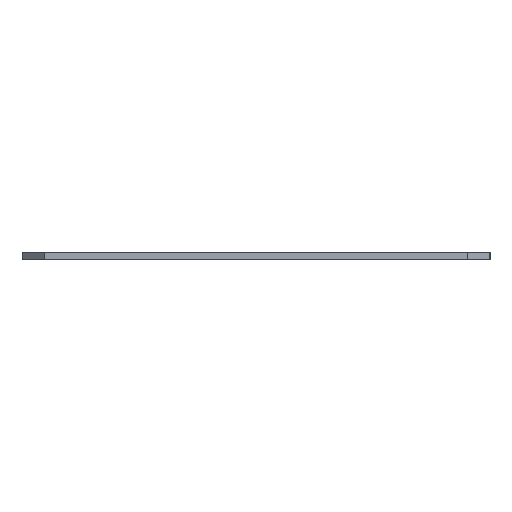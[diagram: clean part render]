
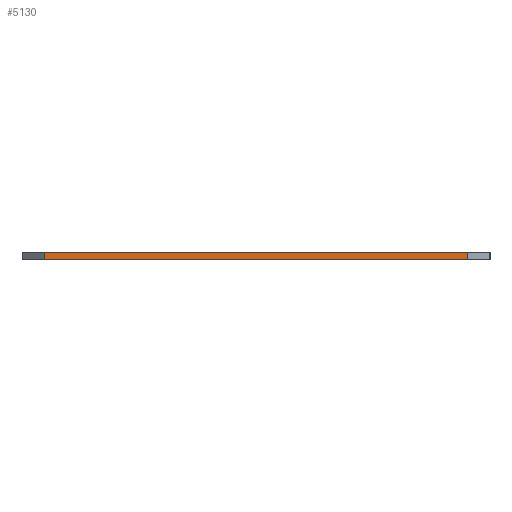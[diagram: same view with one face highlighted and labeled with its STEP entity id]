
A CAD part, left-side view. The second image highlights one B-rep face of the part: STEP entity #5130.
In plain terms, the highlighted planar face has unit normal (-1, 0, 0).
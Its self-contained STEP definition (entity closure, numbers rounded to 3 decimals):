
#66 = PLANE('',#67);
#67 = AXIS2_PLACEMENT_3D('',#68,#69,#70);
#68 = CARTESIAN_POINT('',(51.864,-77.014,69.931
    ));
#69 = DIRECTION('',(0.,0.,1.));
#70 = DIRECTION('',(1.,0.,0.));
#94 = PLANE('',#95);
#95 = AXIS2_PLACEMENT_3D('',#96,#97,#98);
#96 = CARTESIAN_POINT('',(51.864,-77.014,71.931
    ));
#97 = DIRECTION('',(0.,0.,1.));
#98 = DIRECTION('',(1.,0.,0.));
#113 = EDGE_CURVE('',#114,#116,#118,.T.);
#114 = VERTEX_POINT('',#115);
#115 = CARTESIAN_POINT('',(-129.386,-135.814,
    69.931));
#116 = VERTEX_POINT('',#117);
#117 = CARTESIAN_POINT('',(-129.386,-18.214,
    69.931));
#118 = SURFACE_CURVE('',#119,(#123,#130),.PCURVE_S1.);
#119 = LINE('',#120,#121);
#120 = CARTESIAN_POINT('',(-129.386,-135.814,
    69.931));
#121 = VECTOR('',#122,1.);
#122 = DIRECTION('',(0.,1.,0.));
#123 = PCURVE('',#66,#124);
#124 = DEFINITIONAL_REPRESENTATION('',(#125),#129);
#125 = LINE('',#126,#127);
#126 = CARTESIAN_POINT('',(-181.25,-58.8));
#127 = VECTOR('',#128,1.);
#128 = DIRECTION('',(0.,1.));
#129 = ( GEOMETRIC_REPRESENTATION_CONTEXT(2) 
PARAMETRIC_REPRESENTATION_CONTEXT() REPRESENTATION_CONTEXT('2D SPACE',''
  ) );
#130 = PCURVE('',#131,#136);
#131 = PLANE('',#132);
#132 = AXIS2_PLACEMENT_3D('',#133,#134,#135);
#133 = CARTESIAN_POINT('',(-129.386,-135.814,
    69.931));
#134 = DIRECTION('',(-1.,0.,0.));
#135 = DIRECTION('',(0.,0.,1.));
#136 = DEFINITIONAL_REPRESENTATION('',(#137),#141);
#137 = LINE('',#138,#139);
#138 = CARTESIAN_POINT('',(0.,0.));
#139 = VECTOR('',#140,1.);
#140 = DIRECTION('',(0.,1.));
#141 = ( GEOMETRIC_REPRESENTATION_CONTEXT(2) 
PARAMETRIC_REPRESENTATION_CONTEXT() REPRESENTATION_CONTEXT('2D SPACE',''
  ) );
#159 = PLANE('',#160);
#160 = AXIS2_PLACEMENT_3D('',#161,#162,#163);
#161 = CARTESIAN_POINT('',(-123.186,-142.014,
    69.931));
#162 = DIRECTION('',(-0.707,-0.707,0.));
#163 = DIRECTION('',(0.,0.,1.));
#325 = PLANE('',#326);
#326 = AXIS2_PLACEMENT_3D('',#327,#328,#329);
#327 = CARTESIAN_POINT('',(-129.386,-18.214,
    69.931));
#328 = DIRECTION('',(-0.707,0.707,0.));
#329 = DIRECTION('',(0.,0.,1.));
#2827 = VERTEX_POINT('',#2828);
#2828 = CARTESIAN_POINT('',(-129.386,-18.214,
    71.931));
#2851 = EDGE_CURVE('',#2852,#2827,#2854,.T.);
#2852 = VERTEX_POINT('',#2853);
#2853 = CARTESIAN_POINT('',(-129.386,-135.814,
    71.931));
#2854 = SURFACE_CURVE('',#2855,(#2859,#2866),.PCURVE_S1.);
#2855 = LINE('',#2856,#2857);
#2856 = CARTESIAN_POINT('',(-129.386,-135.814,
    71.931));
#2857 = VECTOR('',#2858,1.);
#2858 = DIRECTION('',(0.,1.,0.));
#2859 = PCURVE('',#94,#2860);
#2860 = DEFINITIONAL_REPRESENTATION('',(#2861),#2865);
#2861 = LINE('',#2862,#2863);
#2862 = CARTESIAN_POINT('',(-181.25,-58.8));
#2863 = VECTOR('',#2864,1.);
#2864 = DIRECTION('',(0.,1.));
#2865 = ( GEOMETRIC_REPRESENTATION_CONTEXT(2) 
PARAMETRIC_REPRESENTATION_CONTEXT() REPRESENTATION_CONTEXT('2D SPACE',''
  ) );
#2866 = PCURVE('',#131,#2867);
#2867 = DEFINITIONAL_REPRESENTATION('',(#2868),#2872);
#2868 = LINE('',#2869,#2870);
#2869 = CARTESIAN_POINT('',(2.,0.));
#2870 = VECTOR('',#2871,1.);
#2871 = DIRECTION('',(0.,1.));
#2872 = ( GEOMETRIC_REPRESENTATION_CONTEXT(2) 
PARAMETRIC_REPRESENTATION_CONTEXT() REPRESENTATION_CONTEXT('2D SPACE',''
  ) );
#5130 = ADVANCED_FACE('',(#5131),#131,.T.);
#5131 = FACE_BOUND('',#5132,.T.);
#5132 = EDGE_LOOP('',(#5133,#5134,#5155,#5156));
#5133 = ORIENTED_EDGE('',*,*,#2851,.T.);
#5134 = ORIENTED_EDGE('',*,*,#5135,.F.);
#5135 = EDGE_CURVE('',#116,#2827,#5136,.T.);
#5136 = SURFACE_CURVE('',#5137,(#5141,#5148),.PCURVE_S1.);
#5137 = LINE('',#5138,#5139);
#5138 = CARTESIAN_POINT('',(-129.386,-18.214,
    69.931));
#5139 = VECTOR('',#5140,1.);
#5140 = DIRECTION('',(0.,0.,1.));
#5141 = PCURVE('',#131,#5142);
#5142 = DEFINITIONAL_REPRESENTATION('',(#5143),#5147);
#5143 = LINE('',#5144,#5145);
#5144 = CARTESIAN_POINT('',(0.,117.6));
#5145 = VECTOR('',#5146,1.);
#5146 = DIRECTION('',(1.,0.));
#5147 = ( GEOMETRIC_REPRESENTATION_CONTEXT(2) 
PARAMETRIC_REPRESENTATION_CONTEXT() REPRESENTATION_CONTEXT('2D SPACE',''
  ) );
#5148 = PCURVE('',#325,#5149);
#5149 = DEFINITIONAL_REPRESENTATION('',(#5150),#5154);
#5150 = LINE('',#5151,#5152);
#5151 = CARTESIAN_POINT('',(0.,0.));
#5152 = VECTOR('',#5153,1.);
#5153 = DIRECTION('',(1.,0.));
#5154 = ( GEOMETRIC_REPRESENTATION_CONTEXT(2) 
PARAMETRIC_REPRESENTATION_CONTEXT() REPRESENTATION_CONTEXT('2D SPACE',''
  ) );
#5155 = ORIENTED_EDGE('',*,*,#113,.F.);
#5156 = ORIENTED_EDGE('',*,*,#5157,.T.);
#5157 = EDGE_CURVE('',#114,#2852,#5158,.T.);
#5158 = SURFACE_CURVE('',#5159,(#5163,#5170),.PCURVE_S1.);
#5159 = LINE('',#5160,#5161);
#5160 = CARTESIAN_POINT('',(-129.386,-135.814,
    69.931));
#5161 = VECTOR('',#5162,1.);
#5162 = DIRECTION('',(0.,0.,1.));
#5163 = PCURVE('',#131,#5164);
#5164 = DEFINITIONAL_REPRESENTATION('',(#5165),#5169);
#5165 = LINE('',#5166,#5167);
#5166 = CARTESIAN_POINT('',(0.,0.));
#5167 = VECTOR('',#5168,1.);
#5168 = DIRECTION('',(1.,0.));
#5169 = ( GEOMETRIC_REPRESENTATION_CONTEXT(2) 
PARAMETRIC_REPRESENTATION_CONTEXT() REPRESENTATION_CONTEXT('2D SPACE',''
  ) );
#5170 = PCURVE('',#159,#5171);
#5171 = DEFINITIONAL_REPRESENTATION('',(#5172),#5176);
#5172 = LINE('',#5173,#5174);
#5173 = CARTESIAN_POINT('',(0.,8.768));
#5174 = VECTOR('',#5175,1.);
#5175 = DIRECTION('',(1.,0.));
#5176 = ( GEOMETRIC_REPRESENTATION_CONTEXT(2) 
PARAMETRIC_REPRESENTATION_CONTEXT() REPRESENTATION_CONTEXT('2D SPACE',''
  ) );
